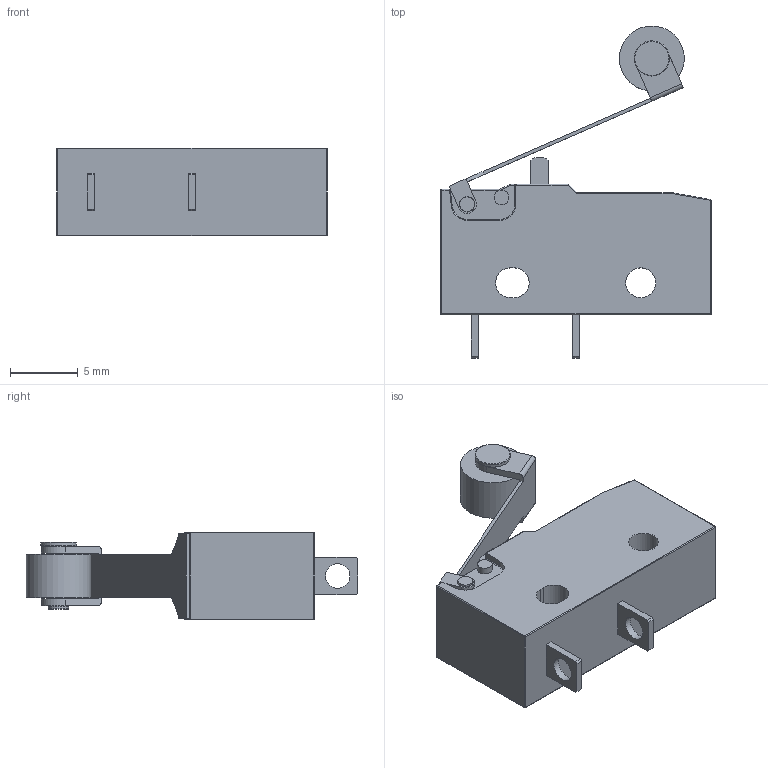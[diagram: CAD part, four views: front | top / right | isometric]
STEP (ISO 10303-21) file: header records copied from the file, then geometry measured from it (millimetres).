
FILE_DESCRIPTION(/* description */ ('','CAx-IF Rec.Pracs.---Representation and Presentation of Product Manufacturing Information (PMI)---4.0---2014-10-13'),/* implementation_level */ '2;1');
FILE_NAME(/* name */ '',/* time_stamp */ '2025-02-02T21:54:48+01:00',/* author */ (''),/* organization */ (''),/* preprocessor_version */ 'ST-DEVELOPER v20',/* originating_system */ 'Autodesk Translation Framework v13.20.0.188',/* authorisation */ '');
FILE_SCHEMA (('AP242_MANAGED_MODEL_BASED_3D_ENGINEERING_MIM_LF { 1 0 10303 442 1 1 4 }'));
Length unit declared in the file: millimetre
Products named in the file (1): krańcówka
Bounding box: 19.99 x 24.56 x 6.5 mm (x, y, z)
Volume: 1230.7 mm3; surface area: 1203.2 mm2
Topology: 6 solids, 6 shells, 183 faces, 420 edges, 248 vertices
Faces by surface type: plane 79, cylinder 74, sphere 14, torus 14, bspline 2
Full cylindrical faces by diameter (mm): 1.016 x2, 1.067 x2, 1.092 x4, 1.143 x2, 1.5 x1, 1.803 x2, 2.21 x1, 2.603 x1, 4.801 x1
Entity records: 5097 total; most frequent: DIRECTION 930, CARTESIAN_POINT 874, ORIENTED_EDGE 816, EDGE_CURVE 408, AXIS2_PLACEMENT_3D 344, VERTEX_POINT 248, LINE 242, VECTOR 242
